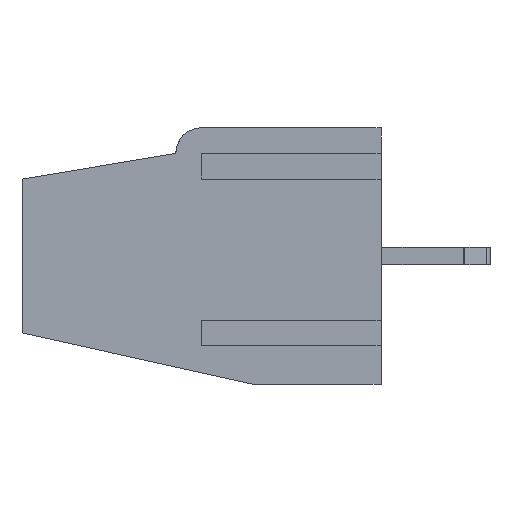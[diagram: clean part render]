
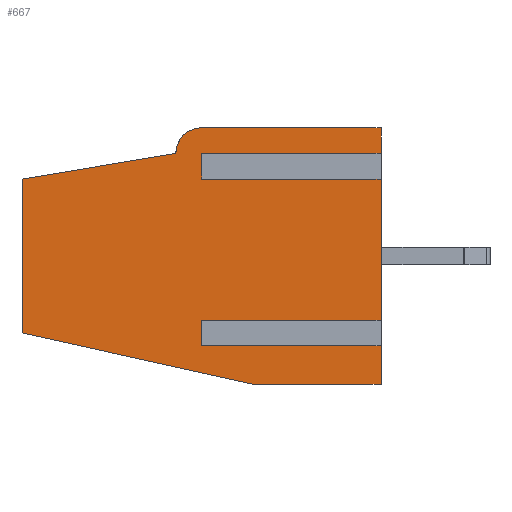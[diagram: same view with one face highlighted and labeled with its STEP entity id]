
A CAD part, left-side view. The second image highlights one B-rep face of the part: STEP entity #667.
In plain terms, the highlighted free-form (B-spline) face has degree [1, 1] with [2, 2] control points.
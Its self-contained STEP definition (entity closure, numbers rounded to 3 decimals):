
#667 = ADVANCED_FACE('',(#668),#776,.T.);
#668 = FACE_BOUND('',#669,.T.);
#669 = EDGE_LOOP('',(#670,#679,#686,#693,#700,#707,#714,#721,#728,#736,
    #743,#750,#757,#764,#771));
#670 = ORIENTED_EDGE('',*,*,#671,.T.);
#671 = EDGE_CURVE('',#672,#674,#676,.T.);
#672 = VERTEX_POINT('',#673);
#673 = CARTESIAN_POINT('',(-83.05,6.043,-3.349
    ));
#674 = VERTEX_POINT('',#675);
#675 = CARTESIAN_POINT('',(-83.05,6.043,
    -2.74));
#676 = B_SPLINE_CURVE_WITH_KNOTS('',1,(#677,#678),.UNSPECIFIED.,.F.,.F.,
  (2,2),(0.,0.6),.PIECEWISE_BEZIER_KNOTS.);
#677 = CARTESIAN_POINT('',(-83.05,6.043,-3.349
    ));
#678 = CARTESIAN_POINT('',(-83.05,6.043,
    -2.74));
#679 = ORIENTED_EDGE('',*,*,#680,.T.);
#680 = EDGE_CURVE('',#674,#681,#683,.T.);
#681 = VERTEX_POINT('',#682);
#682 = CARTESIAN_POINT('',(-83.05,-1.062,
    -2.74));
#683 = B_SPLINE_CURVE_WITH_KNOTS('',1,(#684,#685),.UNSPECIFIED.,.F.,.F.,
  (2,2),(0.,7.),.PIECEWISE_BEZIER_KNOTS.);
#684 = CARTESIAN_POINT('',(-83.05,6.043,
    -2.74));
#685 = CARTESIAN_POINT('',(-83.05,-1.062,
    -2.74));
#686 = ORIENTED_EDGE('',*,*,#687,.T.);
#687 = EDGE_CURVE('',#681,#688,#690,.T.);
#688 = VERTEX_POINT('',#689);
#689 = CARTESIAN_POINT('',(-83.05,-1.062,3.248)
  );
#690 = B_SPLINE_CURVE_WITH_KNOTS('',1,(#691,#692),.UNSPECIFIED.,.F.,.F.,
  (2,2),(0.,5.9),.PIECEWISE_BEZIER_KNOTS.);
#691 = CARTESIAN_POINT('',(-83.05,-1.062,
    -2.74));
#692 = CARTESIAN_POINT('',(-83.05,-1.062,3.248)
  );
#693 = ORIENTED_EDGE('',*,*,#694,.T.);
#694 = EDGE_CURVE('',#688,#695,#697,.T.);
#695 = VERTEX_POINT('',#696);
#696 = CARTESIAN_POINT('',(-83.05,6.043,3.248)
  );
#697 = B_SPLINE_CURVE_WITH_KNOTS('',1,(#698,#699),.UNSPECIFIED.,.F.,.F.,
  (2,2),(0.,7.),.PIECEWISE_BEZIER_KNOTS.);
#698 = CARTESIAN_POINT('',(-83.05,-1.062,3.248)
  );
#699 = CARTESIAN_POINT('',(-83.05,6.043,3.248)
  );
#700 = ORIENTED_EDGE('',*,*,#701,.T.);
#701 = EDGE_CURVE('',#695,#702,#704,.T.);
#702 = VERTEX_POINT('',#703);
#703 = CARTESIAN_POINT('',(-83.05,6.043,3.857
    ));
#704 = B_SPLINE_CURVE_WITH_KNOTS('',1,(#705,#706),.UNSPECIFIED.,.F.,.F.,
  (2,2),(0.,0.6),.PIECEWISE_BEZIER_KNOTS.);
#705 = CARTESIAN_POINT('',(-83.05,6.043,3.248)
  );
#706 = CARTESIAN_POINT('',(-83.05,6.043,3.857
    ));
#707 = ORIENTED_EDGE('',*,*,#708,.T.);
#708 = EDGE_CURVE('',#702,#709,#711,.T.);
#709 = VERTEX_POINT('',#710);
#710 = CARTESIAN_POINT('',(-83.05,-1.062,3.857
    ));
#711 = B_SPLINE_CURVE_WITH_KNOTS('',1,(#712,#713),.UNSPECIFIED.,.F.,.F.,
  (2,2),(0.,7.),.PIECEWISE_BEZIER_KNOTS.);
#712 = CARTESIAN_POINT('',(-83.05,6.043,3.857
    ));
#713 = CARTESIAN_POINT('',(-83.05,-1.062,3.857
    ));
#714 = ORIENTED_EDGE('',*,*,#715,.T.);
#715 = EDGE_CURVE('',#709,#716,#718,.T.);
#716 = VERTEX_POINT('',#717);
#717 = CARTESIAN_POINT('',(-83.05,-1.062,5.075
    ));
#718 = B_SPLINE_CURVE_WITH_KNOTS('',1,(#719,#720),.UNSPECIFIED.,.F.,.F.,
  (2,2),(0.,1.2),.PIECEWISE_BEZIER_KNOTS.);
#719 = CARTESIAN_POINT('',(-83.05,-1.062,3.857
    ));
#720 = CARTESIAN_POINT('',(-83.05,-1.062,5.075
    ));
#721 = ORIENTED_EDGE('',*,*,#722,.T.);
#722 = EDGE_CURVE('',#716,#723,#725,.T.);
#723 = VERTEX_POINT('',#724);
#724 = CARTESIAN_POINT('',(-83.05,6.043,5.075
    ));
#725 = B_SPLINE_CURVE_WITH_KNOTS('',1,(#726,#727),.UNSPECIFIED.,.F.,.F.,
  (2,2),(0.,7.),.PIECEWISE_BEZIER_KNOTS.);
#726 = CARTESIAN_POINT('',(-83.05,-1.062,5.075
    ));
#727 = CARTESIAN_POINT('',(-83.05,6.043,5.075
    ));
#728 = ORIENTED_EDGE('',*,*,#729,.T.);
#729 = EDGE_CURVE('',#723,#730,#732,.T.);
#730 = VERTEX_POINT('',#731);
#731 = CARTESIAN_POINT('',(-83.05,7.058,4.06
    ));
#732 = ( BOUNDED_CURVE() B_SPLINE_CURVE(2,(#733,#734,#735),
.UNSPECIFIED.,.F.,.F.) B_SPLINE_CURVE_WITH_KNOTS((3,3),(0.,
1.571),.PIECEWISE_BEZIER_KNOTS.) CURVE() 
GEOMETRIC_REPRESENTATION_ITEM() RATIONAL_B_SPLINE_CURVE((1.,
0.707,1.)) REPRESENTATION_ITEM('') );
#733 = CARTESIAN_POINT('',(-83.05,6.043,5.075
    ));
#734 = CARTESIAN_POINT('',(-83.05,7.058,5.075
    ));
#735 = CARTESIAN_POINT('',(-83.05,7.058,4.06
    ));
#736 = ORIENTED_EDGE('',*,*,#737,.T.);
#737 = EDGE_CURVE('',#730,#738,#740,.T.);
#738 = VERTEX_POINT('',#739);
#739 = CARTESIAN_POINT('',(-83.05,13.147,
    3.045));
#740 = B_SPLINE_CURVE_WITH_KNOTS('',1,(#741,#742),.UNSPECIFIED.,.F.,.F.,
  (2,2),(0.,6.083),.PIECEWISE_BEZIER_KNOTS.);
#741 = CARTESIAN_POINT('',(-83.05,7.058,4.06
    ));
#742 = CARTESIAN_POINT('',(-83.05,13.147,
    3.045));
#743 = ORIENTED_EDGE('',*,*,#744,.T.);
#744 = EDGE_CURVE('',#738,#745,#747,.T.);
#745 = VERTEX_POINT('',#746);
#746 = CARTESIAN_POINT('',(-83.05,13.147,
    -3.045));
#747 = B_SPLINE_CURVE_WITH_KNOTS('',1,(#748,#749),.UNSPECIFIED.,.F.,.F.,
  (2,2),(0.,6.),.PIECEWISE_BEZIER_KNOTS.);
#748 = CARTESIAN_POINT('',(-83.05,13.147,
    3.045));
#749 = CARTESIAN_POINT('',(-83.05,13.147,
    -3.045));
#750 = ORIENTED_EDGE('',*,*,#751,.T.);
#751 = EDGE_CURVE('',#745,#752,#754,.T.);
#752 = VERTEX_POINT('',#753);
#753 = CARTESIAN_POINT('',(-83.05,4.013,
    -5.075));
#754 = B_SPLINE_CURVE_WITH_KNOTS('',1,(#755,#756),.UNSPECIFIED.,.F.,.F.,
  (2,2),(0.,9.22),.PIECEWISE_BEZIER_KNOTS.);
#755 = CARTESIAN_POINT('',(-83.05,13.147,
    -3.045));
#756 = CARTESIAN_POINT('',(-83.05,4.013,
    -5.075));
#757 = ORIENTED_EDGE('',*,*,#758,.T.);
#758 = EDGE_CURVE('',#752,#759,#761,.T.);
#759 = VERTEX_POINT('',#760);
#760 = CARTESIAN_POINT('',(-83.05,-1.062,
    -5.075));
#761 = B_SPLINE_CURVE_WITH_KNOTS('',1,(#762,#763),.UNSPECIFIED.,.F.,.F.,
  (2,2),(0.,5.),.PIECEWISE_BEZIER_KNOTS.);
#762 = CARTESIAN_POINT('',(-83.05,4.013,
    -5.075));
#763 = CARTESIAN_POINT('',(-83.05,-1.062,
    -5.075));
#764 = ORIENTED_EDGE('',*,*,#765,.T.);
#765 = EDGE_CURVE('',#759,#766,#768,.T.);
#766 = VERTEX_POINT('',#767);
#767 = CARTESIAN_POINT('',(-83.05,-1.062,-3.349
    ));
#768 = B_SPLINE_CURVE_WITH_KNOTS('',1,(#769,#770),.UNSPECIFIED.,.F.,.F.,
  (2,2),(0.,1.7),.PIECEWISE_BEZIER_KNOTS.);
#769 = CARTESIAN_POINT('',(-83.05,-1.062,
    -5.075));
#770 = CARTESIAN_POINT('',(-83.05,-1.062,-3.349
    ));
#771 = ORIENTED_EDGE('',*,*,#772,.T.);
#772 = EDGE_CURVE('',#766,#672,#773,.T.);
#773 = B_SPLINE_CURVE_WITH_KNOTS('',1,(#774,#775),.UNSPECIFIED.,.F.,.F.,
  (2,2),(0.,7.),.PIECEWISE_BEZIER_KNOTS.);
#774 = CARTESIAN_POINT('',(-83.05,-1.062,-3.349
    ));
#775 = CARTESIAN_POINT('',(-83.05,6.043,-3.349
    ));
#776 = B_SPLINE_SURFACE_WITH_KNOTS('',1,1,(
    (#777,#778)
    ,(#779,#780
    )),.UNSPECIFIED.,.F.,.F.,.F.,(2,2),(2,2),(-5.,5.),(0.,14.),
  .PIECEWISE_BEZIER_KNOTS.);
#777 = CARTESIAN_POINT('',(-83.05,-1.062,
    -5.075));
#778 = CARTESIAN_POINT('',(-83.05,13.147,
    -5.075));
#779 = CARTESIAN_POINT('',(-83.05,-1.062,5.075
    ));
#780 = CARTESIAN_POINT('',(-83.05,13.147,
    5.075));
